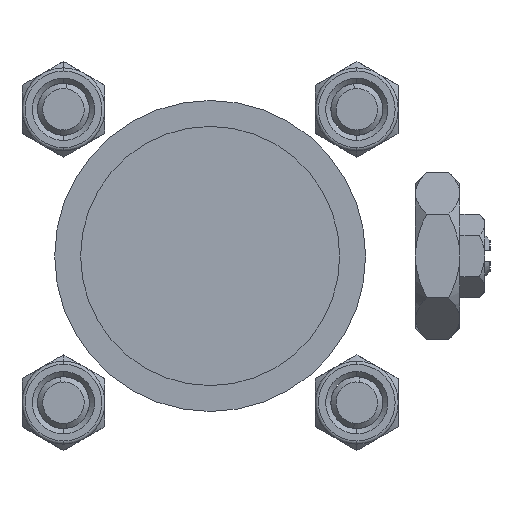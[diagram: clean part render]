
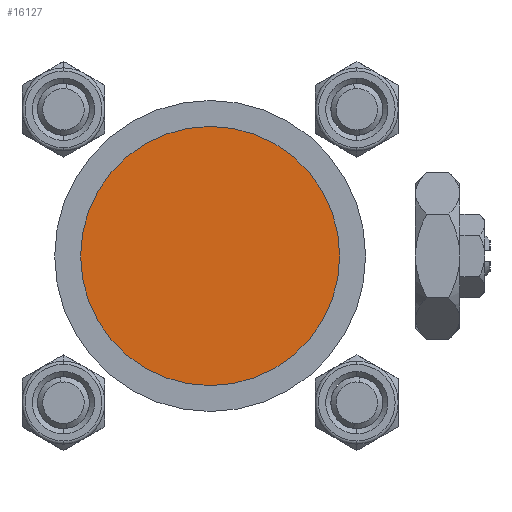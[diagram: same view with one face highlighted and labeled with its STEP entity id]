
A CAD part, left-side view. The second image highlights one B-rep face of the part: STEP entity #16127.
In plain terms, the highlighted face is planar.
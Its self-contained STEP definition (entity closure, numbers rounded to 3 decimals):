
#706 = ORIENTED_EDGE ( 'NONE', *, *, #15907, .F. ) ;
#3995 = CARTESIAN_POINT ( 'NONE',  ( 12.5, 0., 0. ) ) ;
#7600 = AXIS2_PLACEMENT_3D ( 'NONE', #30288, #16762, #41057 ) ;
#9910 = CIRCLE ( 'NONE', #20145, 12.5 ) ;
#12641 = DIRECTION ( 'NONE',  ( 1., 0., 0. ) ) ;
#14843 = EDGE_LOOP ( 'NONE', ( #42487, #706 ) ) ;
#15907 = EDGE_CURVE ( 'NONE', #17839, #30097, #36572, .T. ) ;
#16127 = ADVANCED_FACE ( 'NONE', ( #29163 ), #41186, .F. ) ;
#16762 = DIRECTION ( 'NONE',  ( 0., 0., 1. ) ) ;
#17413 = CARTESIAN_POINT ( 'NONE',  ( 0., 0., 0. ) ) ;
#17839 = VERTEX_POINT ( 'NONE', #3995 ) ;
#20145 = AXIS2_PLACEMENT_3D ( 'NONE', #17413, #41440, #41705 ) ;
#29163 = FACE_OUTER_BOUND ( 'NONE', #14843, .T. ) ;
#30097 = VERTEX_POINT ( 'NONE', #34373 ) ;
#30288 = CARTESIAN_POINT ( 'NONE',  ( 0., 0., 0. ) ) ;
#33712 = EDGE_CURVE ( 'NONE', #30097, #17839, #9910, .T. ) ;
#34373 = CARTESIAN_POINT ( 'NONE',  ( -12.5, 0., 0. ) ) ;
#36572 = CIRCLE ( 'NONE', #7600, 12.5 ) ;
#37407 = AXIS2_PLACEMENT_3D ( 'NONE', #49463, #37439, #12641 ) ;
#37439 = DIRECTION ( 'NONE',  ( 0., 0., 1. ) ) ;
#41057 = DIRECTION ( 'NONE',  ( 1., 0., 0. ) ) ;
#41186 = PLANE ( 'NONE',  #37407 ) ;
#41440 = DIRECTION ( 'NONE',  ( 0., 0., 1. ) ) ;
#41705 = DIRECTION ( 'NONE',  ( 1., 0., 0. ) ) ;
#42487 = ORIENTED_EDGE ( 'NONE', *, *, #33712, .F. ) ;
#49463 = CARTESIAN_POINT ( 'NONE',  ( 0., 0., 0. ) ) ;
